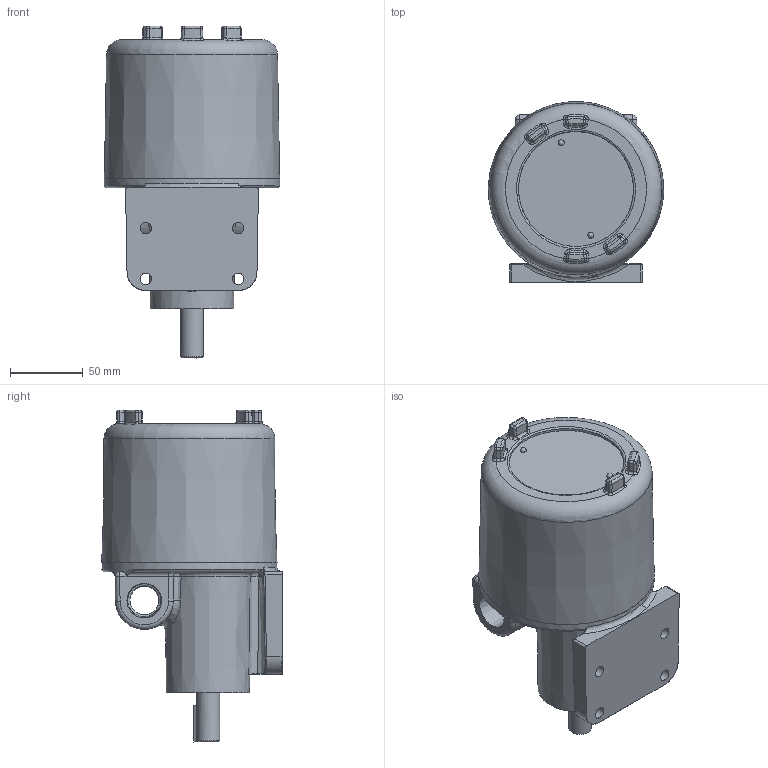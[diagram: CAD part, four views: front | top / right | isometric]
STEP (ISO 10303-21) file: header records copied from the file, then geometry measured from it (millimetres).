
FILE_DESCRIPTION(('Model CMS-1G / X.'),'2;1');
FILE_NAME('CMS-1G.stp','2010-10-26T15:27:45',('GL'),('Conveyor Components Company'),'Autodesk Inventor 2011','Autodesk Inventor 2011','GL');
FILE_SCHEMA(('AUTOMOTIVE_DESIGN { 1 0 10303 214 1 1 1 1 }'));
Length unit declared in the file: inch
Products named in the file (29): CMS-1G; 20200009; 20053407; 20051082; 20200148; 20200121; 20016103; 20205117; 20206499; 20206502; 20206501; 22013064; 22011073 b; 20200145; 22011003; CMS-10; CMS-10 BOARD; CMS-10 TERMINAL; CMS-10 S1; CMS-10 POT; CMS-10 RELAY; CMS-10 TRANSFORMER; CMS-10 SENSOR; 20203408; 22011004; 20200150; 20200124; 22016112; 22011015
Assembly tree (43 placements, depth 3):
  CMS-1G
    20200009
    20053407  x2
    20051082  x2
    20200148
      20200121
      20016103
      20205117
      20206499  x2
      20206502  x2
      20206501
      22013064
      22011073 b
      20200145
    22011003  x4
    CMS-10
      CMS-10 BOARD
      CMS-10 TERMINAL
      CMS-10 S1
      CMS-10 POT  x2
      CMS-10 RELAY
      CMS-10 TRANSFORMER
      CMS-10 SENSOR
    20203408  x4
    22011004  x4
    20200150
      20200124
      22016112  x2
    22011015
Bounding box: 120.53 x 124.14 x 228.22 mm (x, y, z)
Volume: 791479 mm3; surface area: 242736.5 mm2
Topology: 40 solids, 40 shells, 1103 faces, 2707 edges, 1712 vertices
Faces by surface type: plane 437, cylinder 368, bspline 162, cone 57, torus 43, sphere 36
Full cylindrical faces by diameter (mm): 1.194 x4, 1.588 x1, 2.032 x2, 2.159 x4, 2.388 x2, 2.464 x2, 2.845 x2, 3.048 x4, 3.15 x1, 3.175 x2, 3.302 x11, 3.572 x8, 3.962 x1, 3.969 x4, 4.064 x4, 4.166 x4, 4.318 x1, 4.826 x1, 4.953 x1, 6.858 x2, 7.925 x4, 8.636 x4, 9.474 x1, 11.176 x1, 15.85 x1, 15.977 x2, 16.866 x2, 16.995 x1, 17.247 x1, 19.482 x2
Entity records: 28126 total; most frequent: CARTESIAN_POINT 9885, ORIENTED_EDGE 3442, DIRECTION 3415, EDGE_CURVE 1721, AXIS2_PLACEMENT_3D 1356, VERTEX_POINT 1146, EDGE_LOOP 1045, FACE_OUTER_BOUND 793
